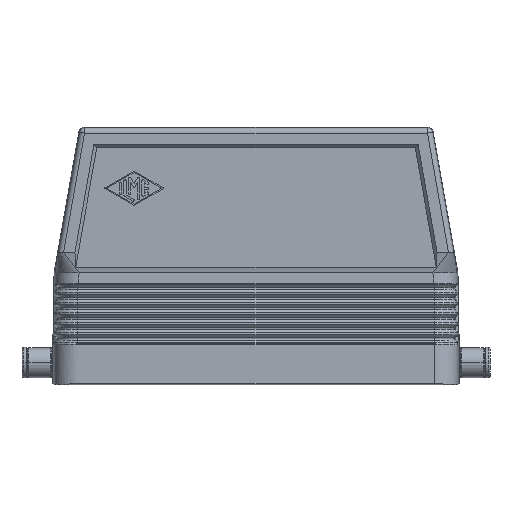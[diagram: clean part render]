
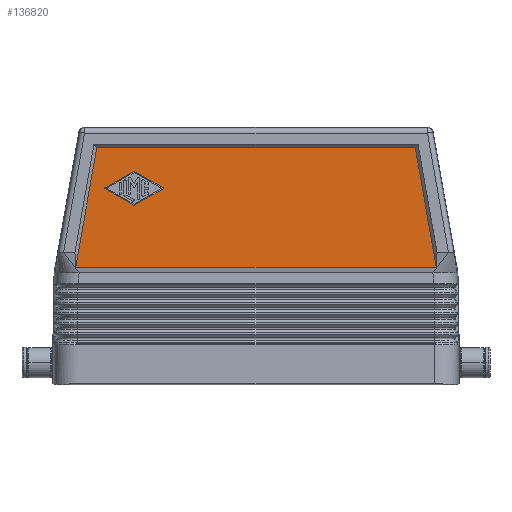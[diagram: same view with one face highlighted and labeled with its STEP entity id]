
A CAD part, left-side view. The second image highlights one B-rep face of the part: STEP entity #136820.
In plain terms, the highlighted planar face has unit normal (-1, 0, 0).
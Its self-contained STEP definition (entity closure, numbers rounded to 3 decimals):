
#135460=CARTESIAN_POINT('',(374.083,-22.843,
34.87));
#135470=VERTEX_POINT('',#135460);
#135500=CARTESIAN_POINT('',(374.083,-26.831,
12.233));
#135510=DIRECTION('',(0.,0.174,0.985));
#135520=VECTOR('',#135510,1.);
#135530=LINE('',#135500,#135520);
#135540=CARTESIAN_POINT('',(374.083,-16.613,
70.233));
#135550=VERTEX_POINT('',#135540);
#135560=EDGE_CURVE('',#135470,#135550,#135530,.T.);
#135820=CARTESIAN_POINT('',(374.083,-12.317,
48.893));
#135830=DIRECTION('',(1.,0.,0.));
#135840=DIRECTION('',(0.,1.,0.));
#135850=AXIS2_PLACEMENT_3D('',#135820,#135830,#135840);
#135860=PLANE('',#135850);
#135870=CARTESIAN_POINT('',(374.083,44.373,
34.87));
#135880=DIRECTION('',(-0.,1.,0.));
#135890=VECTOR('',#135880,1.);
#135900=LINE('',#135870,#135890);
#135910=CARTESIAN_POINT('',(374.083,83.656,
34.87));
#135920=VERTEX_POINT('',#135910);
#135930=EDGE_CURVE('',#135470,#135920,#135900,.T.);
#135940=ORIENTED_EDGE('',*,*,#135930,.F.);
#135950=CARTESIAN_POINT('',(374.083,87.644,
12.233));
#135960=DIRECTION('',(0.,-0.174,0.985));
#135970=VECTOR('',#135960,1.);
#135980=LINE('',#135950,#135970);
#135990=CARTESIAN_POINT('',(374.083,77.426,
70.233));
#136000=VERTEX_POINT('',#135990);
#136010=EDGE_CURVE('',#135920,#136000,#135980,.T.);
#136020=ORIENTED_EDGE('',*,*,#136010,.F.);
#136030=CARTESIAN_POINT('',(374.083,44.373,
70.233));
#136040=DIRECTION('',(0.,1.,0.));
#136050=VECTOR('',#136040,1.);
#136060=LINE('',#136030,#136050);
#136070=EDGE_CURVE('',#135550,#136000,#136060,.T.);
#136080=ORIENTED_EDGE('',*,*,#136070,.T.);
#136090=ORIENTED_EDGE('',*,*,#135560,.T.);
#136100=EDGE_LOOP('',(#136090,#136080,#136020,#135940));
#136110=FACE_OUTER_BOUND('',#136100,.T.);
#136120=CARTESIAN_POINT('',(374.083,44.373,
75.877));
#136130=DIRECTION('',(0.,0.868,-0.496));
#136140=VECTOR('',#136130,1.);
#136150=LINE('',#136120,#136140);
#136160=CARTESIAN_POINT('',(374.083,66.572,
63.188));
#136170=VERTEX_POINT('',#136160);
#136180=CARTESIAN_POINT('',(374.083,74.988,
58.377));
#136190=VERTEX_POINT('',#136180);
#136200=EDGE_CURVE('',#136170,#136190,#136150,.T.);
#136210=ORIENTED_EDGE('',*,*,#136200,.F.);
#136220=CARTESIAN_POINT('',(374.083,74.905,
58.233));
#136230=DIRECTION('',(-1.,0.,0.));
#136240=DIRECTION('',(0.,-1.,0.));
#136250=AXIS2_PLACEMENT_3D('',#136220,#136230,#136240);
#136260=CIRCLE('',#136250,0.167);
#136270=CARTESIAN_POINT('',(374.083,74.988,
58.088));
#136280=VERTEX_POINT('',#136270);
#136290=EDGE_CURVE('',#136190,#136280,#136260,.T.);
#136300=ORIENTED_EDGE('',*,*,#136290,.F.);
#136310=CARTESIAN_POINT('',(374.083,44.373,
40.588));
#136320=DIRECTION('',(0.,-0.868,-0.496));
#136330=VECTOR('',#136320,1.);
#136340=LINE('',#136310,#136330);
#136350=CARTESIAN_POINT('',(374.083,66.572,
53.277));
#136360=VERTEX_POINT('',#136350);
#136370=EDGE_CURVE('',#136280,#136360,#136340,.T.);
#136380=ORIENTED_EDGE('',*,*,#136370,.F.);
#136390=CARTESIAN_POINT('',(374.083,66.406,
53.566));
#136400=DIRECTION('',(-1.,0.,0.));
#136410=DIRECTION('',(0.,-1.,0.));
#136420=AXIS2_PLACEMENT_3D('',#136390,#136400,#136410);
#136430=CIRCLE('',#136420,0.333);
#136440=CARTESIAN_POINT('',(374.083,66.241,
53.277));
#136450=VERTEX_POINT('',#136440);
#136460=EDGE_CURVE('',#136360,#136450,#136430,.T.);
#136470=ORIENTED_EDGE('',*,*,#136460,.F.);
#136480=CARTESIAN_POINT('',(374.083,44.373,
65.777));
#136490=DIRECTION('',(0.,-0.868,0.496));
#136500=VECTOR('',#136490,1.);
#136510=LINE('',#136480,#136500);
#136520=CARTESIAN_POINT('',(374.083,57.824,
58.088));
#136530=VERTEX_POINT('',#136520);
#136540=EDGE_CURVE('',#136450,#136530,#136510,.T.);
#136550=ORIENTED_EDGE('',*,*,#136540,.F.);
#136560=CARTESIAN_POINT('',(374.083,57.907,
58.233));
#136570=DIRECTION('',(-1.,0.,0.));
#136580=DIRECTION('',(0.,-1.,0.));
#136590=AXIS2_PLACEMENT_3D('',#136560,#136570,#136580);
#136600=CIRCLE('',#136590,0.167);
#136610=CARTESIAN_POINT('',(374.083,57.824,
58.377));
#136620=VERTEX_POINT('',#136610);
#136630=EDGE_CURVE('',#136530,#136620,#136600,.T.);
#136640=ORIENTED_EDGE('',*,*,#136630,.F.);
#136650=CARTESIAN_POINT('',(374.083,44.373,
50.688));
#136660=DIRECTION('',(0.,0.868,0.496));
#136670=VECTOR('',#136660,1.);
#136680=LINE('',#136650,#136670);
#136690=CARTESIAN_POINT('',(374.083,66.241,
63.188));
#136700=VERTEX_POINT('',#136690);
#136710=EDGE_CURVE('',#136620,#136700,#136680,.T.);
#136720=ORIENTED_EDGE('',*,*,#136710,.F.);
#136730=CARTESIAN_POINT('',(374.083,66.406,
62.899));
#136740=DIRECTION('',(-1.,0.,0.));
#136750=DIRECTION('',(0.,-1.,0.));
#136760=AXIS2_PLACEMENT_3D('',#136730,#136740,#136750);
#136770=CIRCLE('',#136760,0.333);
#136780=EDGE_CURVE('',#136700,#136170,#136770,.T.);
#136790=ORIENTED_EDGE('',*,*,#136780,.F.);
#136800=EDGE_LOOP('',(#136790,#136720,#136640,#136550,#136470,#136380,
#136300,#136210));
#136810=FACE_BOUND('',#136800,.T.);
#136820=ADVANCED_FACE('',(#136110,#136810),#135860,.F.);
